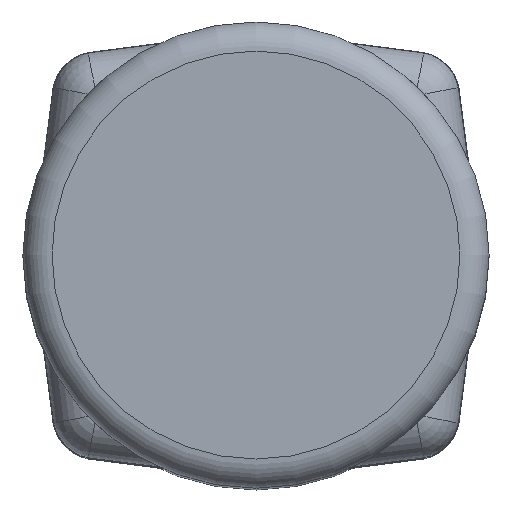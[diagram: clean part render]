
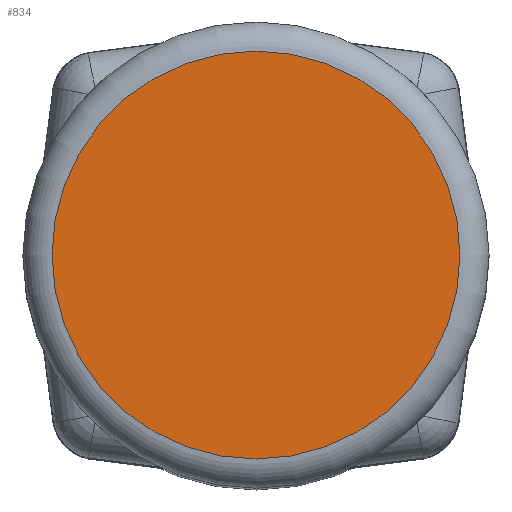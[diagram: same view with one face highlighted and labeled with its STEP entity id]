
A CAD part, top view. The second image highlights one B-rep face of the part: STEP entity #834.
In plain terms, the highlighted planar face has unit normal (0, 0, 1).
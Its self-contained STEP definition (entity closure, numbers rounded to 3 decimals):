
#172=FACE_OUTER_BOUND('',#234,.T.);
#234=EDGE_LOOP('',(#725));
#320=CIRCLE('',#972,0.7);
#390=VERTEX_POINT('',#1534);
#501=EDGE_CURVE('',#390,#390,#320,.T.);
#725=ORIENTED_EDGE('',*,*,#501,.F.);
#735=PLANE('',#975);
#834=ADVANCED_FACE('',(#172),#735,.F.);
#972=AXIS2_PLACEMENT_3D('',#1535,#1269,#1270);
#975=AXIS2_PLACEMENT_3D('',#1570,#1275,#1276);
#1269=DIRECTION('center_axis',(0.,0.,-1.));
#1270=DIRECTION('ref_axis',(-1.,0.,0.));
#1275=DIRECTION('center_axis',(0.,0.,-1.));
#1276=DIRECTION('ref_axis',(-1.,0.,0.));
#1534=CARTESIAN_POINT('',(0.7,0.,1.85));
#1535=CARTESIAN_POINT('Origin',(0.,0.,1.85));
#1570=CARTESIAN_POINT('Origin',(0.,0.,1.85));
